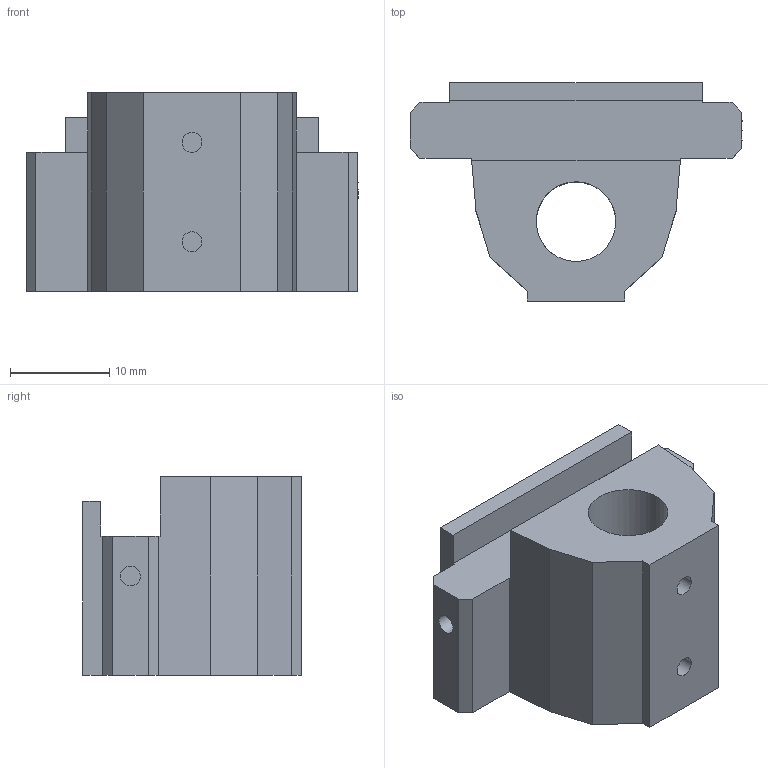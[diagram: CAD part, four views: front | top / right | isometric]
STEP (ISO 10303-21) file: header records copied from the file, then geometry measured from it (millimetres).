
FILE_DESCRIPTION(('FreeCAD Model'),'2;1');
FILE_NAME('MD-0010 Part A Endstop.step','2020-11-24T04:13:54',('Author'),(''), 'Open CASCADE STEP processor 7.3','FreeCAD','Unknown');
FILE_SCHEMA(('AUTOMOTIVE_DESIGN { 1 0 10303 214 1 1 1 1 }'));
Length unit declared in the file: millimetre
Products named in the file (1): UV_LED_Idea_Constuction_18002
Bounding box: 33.4 x 22 x 20 mm (x, y, z)
Volume: 7447 mm3; surface area: 3437.6 mm2
Topology: 1 solids, 1 shells, 37 faces, 93 edges, 62 vertices
Faces by surface type: bspline 37
Entity records: 2573 total; most frequent: CARTESIAN_POINT 963, ORIENTED_EDGE 186, PCURVE 186, DEFINITIONAL_REPRESENTATION 186, DIRECTION 178, LINE 176, VECTOR 176, EDGE_CURVE 93
